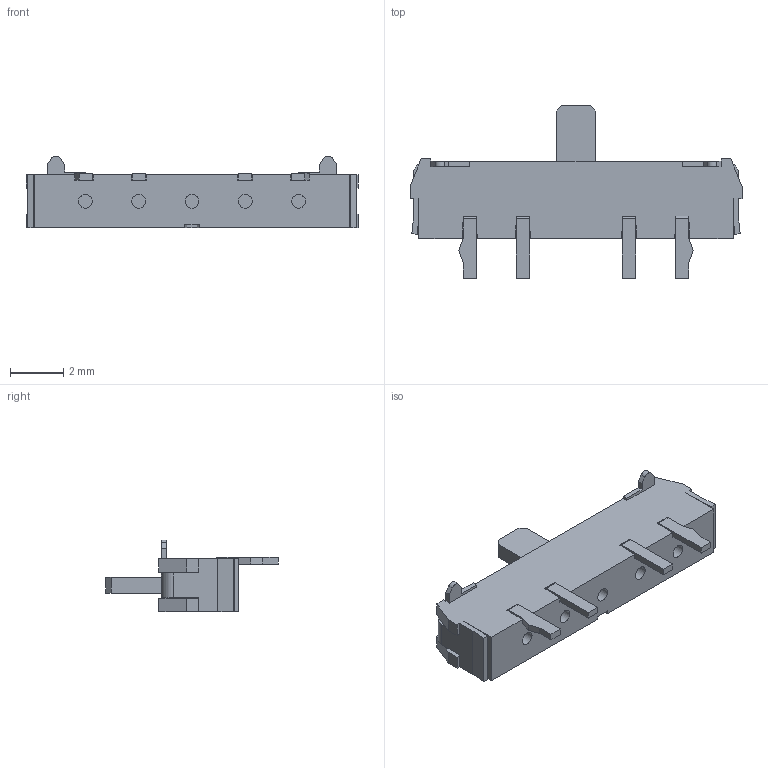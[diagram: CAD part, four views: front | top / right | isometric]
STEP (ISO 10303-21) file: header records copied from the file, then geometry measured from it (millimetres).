
FILE_DESCRIPTION( ( 'STEP AP214' ), '1' );
FILE_NAME( 'psolqas13385135724.stp', '2019-01-28T12:38:51', ( '' ), ( '' ), ' ', 'PARTsolutions', ' ' );
FILE_SCHEMA( ( 'AUTOMOTIVE_DESIGN { 1 0 10303 214 1 1 1 1 }' ) );
Length unit declared in the file: metre
Products named in the file (1): 1
Bounding box: 12.5 x 6.5 x 2.7 mm (x, y, z)
Surface area: 207.6 mm2 (no closed solid volume)
Topology: 0 solids, 215 shells, 215 faces, 1274 edges, 1269 vertices
Faces by surface type: plane 173, cylinder 38, bspline 4
Full cylindrical faces by diameter (mm): 0.516 x5
Entity records: 12397 total; most frequent: CARTESIAN_POINT 3148, DIRECTION 1824, ORIENTED_EDGE 1264, EDGE_CURVE 1264, VERTEX_POINT 1264, LINE 1088, VECTOR 1088, AXIS2_PLACEMENT_3D 368
